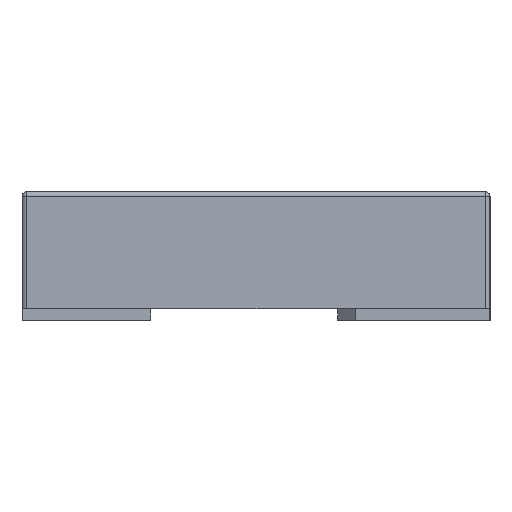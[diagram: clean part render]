
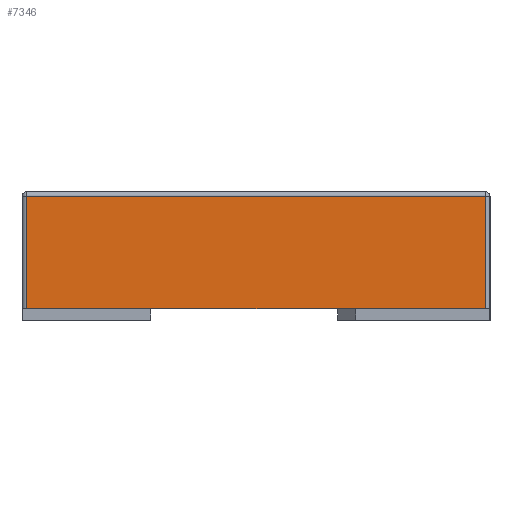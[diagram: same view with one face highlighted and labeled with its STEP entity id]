
A CAD part, left-side view. The second image highlights one B-rep face of the part: STEP entity #7346.
In plain terms, the highlighted planar face has unit normal (-1, 0, 0).
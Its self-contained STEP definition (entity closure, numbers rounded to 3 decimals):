
#741=PLANE('',#7686);
#778=LINE('',#9157,#1557);
#785=LINE('',#9187,#1564);
#789=LINE('',#9193,#1568);
#864=LINE('',#9332,#1643);
#1557=VECTOR('',#7776,10.);
#1564=VECTOR('',#7809,10.);
#1568=VECTOR('',#7817,10.);
#1643=VECTOR('',#7900,10.);
#2692=FACE_OUTER_BOUND('',#3097,.T.);
#3097=EDGE_LOOP('',(#6833,#6834,#6835,#6836));
#3157=VERTEX_POINT('',#9150);
#3159=VERTEX_POINT('',#9155);
#3165=VERTEX_POINT('',#9176);
#3168=VERTEX_POINT('',#9183);
#3856=EDGE_CURVE('',#3159,#3157,#778,.T.);
#3871=EDGE_CURVE('',#3165,#3168,#785,.T.);
#3875=EDGE_CURVE('',#3157,#3165,#789,.T.);
#3950=EDGE_CURVE('',#3159,#3168,#864,.T.);
#6833=ORIENTED_EDGE('',*,*,#3856,.F.);
#6834=ORIENTED_EDGE('',*,*,#3950,.T.);
#6835=ORIENTED_EDGE('',*,*,#3871,.F.);
#6836=ORIENTED_EDGE('',*,*,#3875,.F.);
#7346=ADVANCED_FACE('',(#2692),#741,.T.);
#7686=AXIS2_PLACEMENT_3D('',#13014,#8936,#8937);
#7776=DIRECTION('',(0.,0.,1.));
#7809=DIRECTION('',(0.,0.,-1.));
#7817=DIRECTION('',(0.,-1.,0.));
#7900=DIRECTION('',(0.,-1.,0.));
#8936=DIRECTION('center_axis',(-1.,0.,0.));
#8937=DIRECTION('ref_axis',(0.,-1.,0.));
#9150=CARTESIAN_POINT('',(-2.,0.98,0.48));
#9155=CARTESIAN_POINT('',(-2.,0.98,0.));
#9157=CARTESIAN_POINT('',(-2.,0.98,0.));
#9176=CARTESIAN_POINT('',(-2.,-0.98,0.48));
#9183=CARTESIAN_POINT('',(-2.,-0.98,0.));
#9187=CARTESIAN_POINT('',(-2.,-0.98,0.));
#9193=CARTESIAN_POINT('',(-2.,0.5,0.48));
#9332=CARTESIAN_POINT('',(-2.,1.,0.));
#13014=CARTESIAN_POINT('Origin',(-2.,1.,0.));
